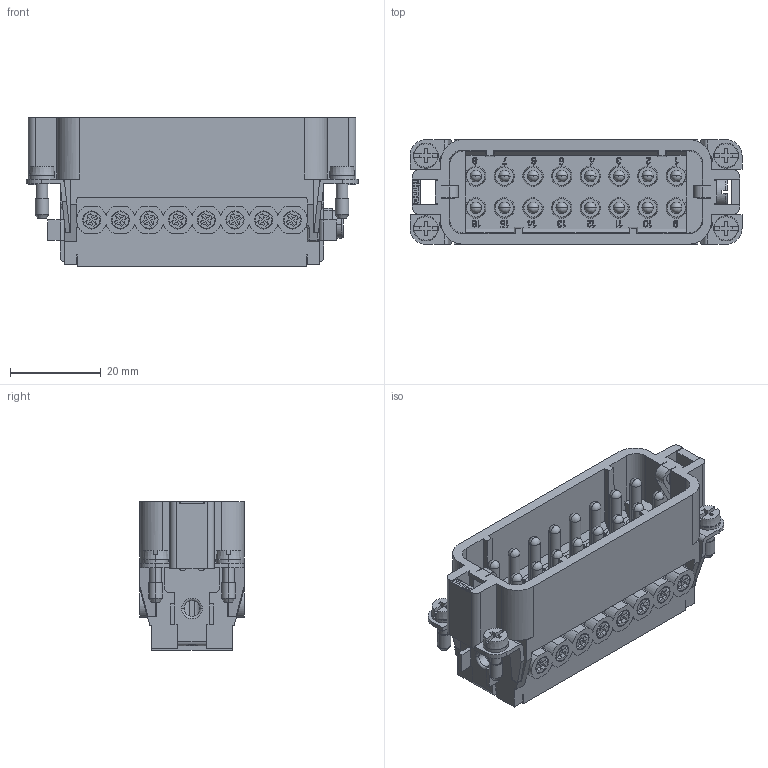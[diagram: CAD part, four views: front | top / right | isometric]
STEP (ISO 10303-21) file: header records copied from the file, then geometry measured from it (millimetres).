
FILE_DESCRIPTION(('Creo Elements/Direct Modeling STEP Export'),'2;1');
FILE_NAME('0ln7uvk4527sskk2556','2016-10-04T15:51:37',(''),(''),'PTC Creo Elements/Direct Modeling STEP processor for AP214 (Solid Model)','PTC Creo Elements/Direct Modeling 19.0E 27-Jun-2016 (C) Parametric Technology GmbH','');
FILE_SCHEMA(('AUTOMOTIVE_DESIGN { 1 0 10303 214 1 1 1 1 }'));
Products named in the file (2): CDAM_16_X
Assembly tree (1 placements, depth 2):
  CDAM_16_X
    CDAM_16_X
Bounding box: 73 x 23 x 32.7 mm (x, y, z)
Volume: 26883.7 mm3; surface area: 18475.4 mm2
Topology: 3 solids, 23 shells, 2026 faces, 6718 edges, 4864 vertices
Faces by surface type: plane 1440, cylinder 319, torus 198, cone 66, sphere 2, bspline 1
Entity records: 91222 total; most frequent: CARTESIAN_POINT 17235, ORIENTED_EDGE 13568, DIRECTION 10284, EDGE_CURVE 6716, VECTOR 5198, LINE 5198, VERTEX_POINT 4864, AXIS2_PLACEMENT_3D 2543
